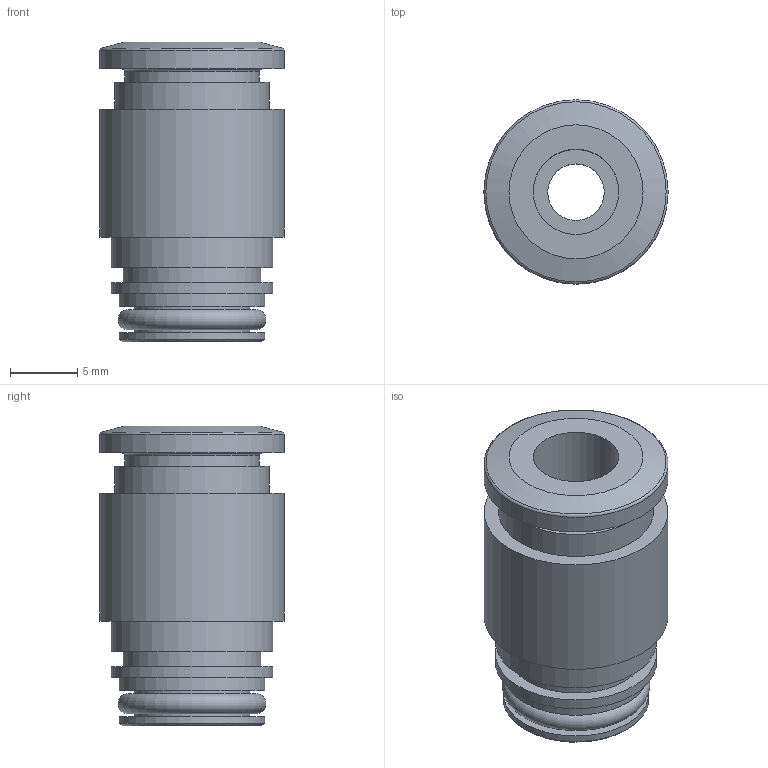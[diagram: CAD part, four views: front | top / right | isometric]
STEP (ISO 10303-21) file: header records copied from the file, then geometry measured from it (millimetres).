
FILE_DESCRIPTION(/* description */ ('STEP AP214'),/* implementation_level */ '2;1');
FILE_NAME(/* name */ '172985_QSP14-1_4-U',/* time_stamp */ '2024-09-14T14:22:23+02:00',/* author */ ('License CC BY-ND 4.0'),/* organization */ ('CADENAS'),/* preprocessor_version */ 'ST-DEVELOPER v19.3',/* originating_system */ 'PARTsolutions',/* authorisation */ ' ');
FILE_SCHEMA (('AUTOMOTIVE_DESIGN {1 0 10303 214 3 1 1}'));
Length unit declared in the file: millimetre
Products named in the file (1): 172985 QSP14-1/4-U
Bounding box: 13.7 x 13.7 x 22.3 mm (x, y, z)
Volume: 2148.1 mm3; surface area: 1831.2 mm2
Topology: 1 solids, 1 shells, 30 faces, 49 edges, 31 vertices
Faces by surface type: cylinder 13, plane 12, torus 3, cone 2
Full cylindrical faces by diameter (mm): 4.2 x1, 6.35 x1, 8.6 x2, 10 x1, 10.2 x1, 10.8 x2, 11.5 x1, 12 x2, 13.7 x2
Entity records: 842 total; most frequent: DIRECTION 122, CARTESIAN_POINT 91, AXIS2_PLACEMENT_3D 61, ORIENTED_EDGE 60, EDGE_LOOP 60, FACE_BOUND 60, EDGE_CURVE 30, VERTEX_POINT 30
